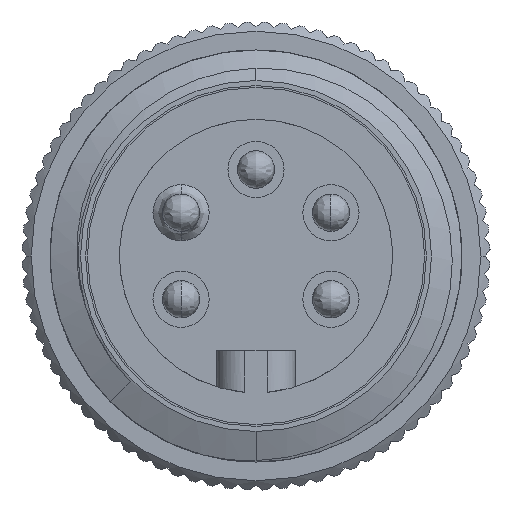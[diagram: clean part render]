
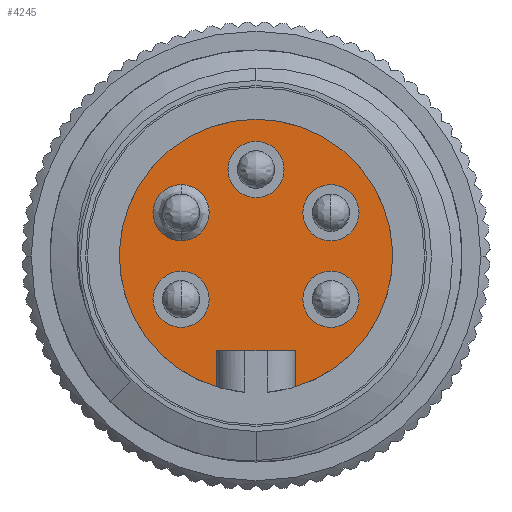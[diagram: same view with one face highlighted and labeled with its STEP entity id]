
A CAD part, left-side view. The second image highlights one B-rep face of the part: STEP entity #4245.
In plain terms, the highlighted planar face has unit normal (-1, 0, 0).
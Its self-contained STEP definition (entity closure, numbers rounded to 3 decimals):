
#3 = DIRECTION ( 'NONE',  ( -1., 0., 0. ) ) ;
#52 = CARTESIAN_POINT ( 'NONE',  ( -11., 0., 0. ) ) ;
#161 = AXIS2_PLACEMENT_3D ( 'NONE', #20858, #4826, #23606 ) ;
#306 = VERTEX_POINT ( 'NONE', #24075 ) ;
#307 = ORIENTED_EDGE ( 'NONE', *, *, #829, .F. ) ;
#546 = AXIS2_PLACEMENT_3D ( 'NONE', #18378, #34557, #15700 ) ;
#575 = DIRECTION ( 'NONE',  ( 0., 0., 1. ) ) ;
#695 = CARTESIAN_POINT ( 'NONE',  ( -11., -2.1, 0. ) ) ;
#829 = EDGE_CURVE ( 'NONE', #33103, #8264, #19003, .T. ) ;
#956 = AXIS2_PLACEMENT_3D ( 'NONE', #28735, #28022, #27988 ) ;
#1130 = CARTESIAN_POINT ( 'NONE',  ( -11., 4., -2.31 ) ) ;
#1722 = DIRECTION ( 'NONE',  ( 0., 0., -1. ) ) ;
#2146 = FACE_BOUND ( 'NONE', #14604, .T. ) ;
#2519 = VERTEX_POINT ( 'NONE', #9559 ) ;
#3598 = DIRECTION ( 'NONE',  ( 0., 0., -1. ) ) ;
#3679 = ORIENTED_EDGE ( 'NONE', *, *, #24740, .F. ) ;
#3841 = CARTESIAN_POINT ( 'NONE',  ( -11., 2.1, 0. ) ) ;
#3855 = DIRECTION ( 'NONE',  ( 0., 0., -1. ) ) ;
#4001 = EDGE_CURVE ( 'NONE', #13813, #33103, #32872, .T. ) ;
#4011 = VERTEX_POINT ( 'NONE', #31529 ) ;
#4245 = ADVANCED_FACE ( 'NONE', ( #17350, #2146, #7554, #9323, #26984, #10573 ), #28032, .F. ) ;
#4275 = EDGE_CURVE ( 'NONE', #24040, #306, #14760, .T. ) ;
#4283 = CIRCLE ( 'NONE', #8459, 1.5 ) ;
#4589 = ORIENTED_EDGE ( 'NONE', *, *, #7915, .F. ) ;
#4826 = DIRECTION ( 'NONE',  ( -1., 0., 0. ) ) ;
#4841 = EDGE_CURVE ( 'NONE', #23825, #20574, #31287, .T. ) ;
#4872 = CIRCLE ( 'NONE', #161, 1.5 ) ;
#5365 = VECTOR ( 'NONE', #31496, 1000. ) ;
#5462 = DIRECTION ( 'NONE',  ( -1., 0., 0. ) ) ;
#5499 = AXIS2_PLACEMENT_3D ( 'NONE', #21480, #5462, #24239 ) ;
#6086 = EDGE_CURVE ( 'NONE', #12990, #13483, #13113, .T. ) ;
#6166 = AXIS2_PLACEMENT_3D ( 'NONE', #21809, #21933, #22040 ) ;
#6659 = EDGE_CURVE ( 'NONE', #4011, #8264, #25219, .T. ) ;
#7554 = FACE_BOUND ( 'NONE', #25991, .T. ) ;
#7915 = EDGE_CURVE ( 'NONE', #18251, #13813, #35006, .T. ) ;
#7979 = CARTESIAN_POINT ( 'NONE',  ( -11., 0., 3.12 ) ) ;
#8026 = EDGE_LOOP ( 'NONE', ( #3679, #9333 ) ) ;
#8195 = ORIENTED_EDGE ( 'NONE', *, *, #16769, .F. ) ;
#8264 = VERTEX_POINT ( 'NONE', #30920 ) ;
#8459 = AXIS2_PLACEMENT_3D ( 'NONE', #1130, #19926, #3855 ) ;
#8483 = CARTESIAN_POINT ( 'NONE',  ( -11., 4., 3.81 ) ) ;
#8490 = CARTESIAN_POINT ( 'NONE',  ( -11., 4., -3.81 ) ) ;
#9200 = EDGE_CURVE ( 'NONE', #18251, #4011, #19976, .T. ) ;
#9240 = CARTESIAN_POINT ( 'NONE',  ( -11., 4., 2.31 ) ) ;
#9323 = FACE_BOUND ( 'NONE', #15294, .T. ) ;
#9333 = ORIENTED_EDGE ( 'NONE', *, *, #30530, .F. ) ;
#9559 = CARTESIAN_POINT ( 'NONE',  ( -11., 0., 6.12 ) ) ;
#9863 = AXIS2_PLACEMENT_3D ( 'NONE', #34034, #17860, #1722 ) ;
#10438 = CARTESIAN_POINT ( 'NONE',  ( -11., -4., 2.31 ) ) ;
#10573 = FACE_BOUND ( 'NONE', #13841, .T. ) ;
#11937 = DIRECTION ( 'NONE',  ( 0., 0., -1. ) ) ;
#12553 = VERTEX_POINT ( 'NONE', #30883 ) ;
#12990 = VERTEX_POINT ( 'NONE', #13652 ) ;
#13113 = CIRCLE ( 'NONE', #546, 1.5 ) ;
#13157 = DIRECTION ( 'NONE',  ( 0., 0., -1. ) ) ;
#13190 = CARTESIAN_POINT ( 'NONE',  ( -11., -4., -3.81 ) ) ;
#13483 = VERTEX_POINT ( 'NONE', #8483 ) ;
#13652 = CARTESIAN_POINT ( 'NONE',  ( -11., 4., 0.81 ) ) ;
#13813 = VERTEX_POINT ( 'NONE', #31664 ) ;
#13824 = DIRECTION ( 'NONE',  ( -1., 0., 0. ) ) ;
#13841 = EDGE_LOOP ( 'NONE', ( #33337, #28208 ) ) ;
#14305 = EDGE_CURVE ( 'NONE', #13483, #12990, #26325, .T. ) ;
#14604 = EDGE_LOOP ( 'NONE', ( #27920, #32312 ) ) ;
#14760 = CIRCLE ( 'NONE', #31540, 1.5 ) ;
#15294 = EDGE_LOOP ( 'NONE', ( #25710, #8195 ) ) ;
#15700 = DIRECTION ( 'NONE',  ( 0., 0., -1. ) ) ;
#16326 = ORIENTED_EDGE ( 'NONE', *, *, #6086, .F. ) ;
#16630 = EDGE_CURVE ( 'NONE', #20574, #23825, #4283, .T. ) ;
#16769 = EDGE_CURVE ( 'NONE', #2519, #17342, #23289, .T. ) ;
#16804 = CIRCLE ( 'NONE', #5499, 1.5 ) ;
#17342 = VERTEX_POINT ( 'NONE', #7979 ) ;
#17350 = FACE_OUTER_BOUND ( 'NONE', #33105, .T. ) ;
#17368 = CARTESIAN_POINT ( 'NONE',  ( -11., 2.1, -5.05 ) ) ;
#17860 = DIRECTION ( 'NONE',  ( -1., 0., 0. ) ) ;
#18251 = VERTEX_POINT ( 'NONE', #22444 ) ;
#18369 = CIRCLE ( 'NONE', #23426, 1.5 ) ;
#18378 = CARTESIAN_POINT ( 'NONE',  ( -11., 4., 2.31 ) ) ;
#18401 = ORIENTED_EDGE ( 'NONE', *, *, #4001, .F. ) ;
#19003 = LINE ( 'NONE', #3841, #21849 ) ;
#19573 = VECTOR ( 'NONE', #575, 1000. ) ;
#19926 = DIRECTION ( 'NONE',  ( -1., 0., 0. ) ) ;
#19976 = CIRCLE ( 'NONE', #25182, 7.3 ) ;
#20574 = VERTEX_POINT ( 'NONE', #8490 ) ;
#20858 = CARTESIAN_POINT ( 'NONE',  ( -11., -4., -2.31 ) ) ;
#21005 = DIRECTION ( 'NONE',  ( 0., 0., 1. ) ) ;
#21203 = DIRECTION ( 'NONE',  ( 0., 0., -1. ) ) ;
#21210 = DIRECTION ( 'NONE',  ( -1., 0., 0. ) ) ;
#21235 = CARTESIAN_POINT ( 'NONE',  ( -11., 4., -2.31 ) ) ;
#21468 = CIRCLE ( 'NONE', #28703, 1.5 ) ;
#21480 = CARTESIAN_POINT ( 'NONE',  ( -11., 0., 4.62 ) ) ;
#21809 = CARTESIAN_POINT ( 'NONE',  ( -11., 0., 0. ) ) ;
#21849 = VECTOR ( 'NONE', #3598, 1000. ) ;
#21933 = DIRECTION ( 'NONE',  ( -1., 0., 0. ) ) ;
#22040 = DIRECTION ( 'NONE',  ( 0., 0., 1. ) ) ;
#22444 = CARTESIAN_POINT ( 'NONE',  ( -11., -2.1, -6.991 ) ) ;
#23104 = EDGE_CURVE ( 'NONE', #17342, #2519, #16804, .T. ) ;
#23289 = CIRCLE ( 'NONE', #9863, 1.5 ) ;
#23426 = AXIS2_PLACEMENT_3D ( 'NONE', #10438, #29271, #13157 ) ;
#23606 = DIRECTION ( 'NONE',  ( 0., 0., -1. ) ) ;
#23825 = VERTEX_POINT ( 'NONE', #28348 ) ;
#24040 = VERTEX_POINT ( 'NONE', #13190 ) ;
#24075 = CARTESIAN_POINT ( 'NONE',  ( -11., -4., -0.81 ) ) ;
#24239 = DIRECTION ( 'NONE',  ( 0., 0., -1. ) ) ;
#24740 = EDGE_CURVE ( 'NONE', #26057, #12553, #21468, .T. ) ;
#25182 = AXIS2_PLACEMENT_3D ( 'NONE', #52, #3, #21005 ) ;
#25219 = CIRCLE ( 'NONE', #6166, 7.3 ) ;
#25228 = AXIS2_PLACEMENT_3D ( 'NONE', #21235, #21210, #21203 ) ;
#25284 = AXIS2_PLACEMENT_3D ( 'NONE', #9240, #28014, #11937 ) ;
#25710 = ORIENTED_EDGE ( 'NONE', *, *, #23104, .F. ) ;
#25991 = EDGE_LOOP ( 'NONE', ( #16326, #28875 ) ) ;
#26057 = VERTEX_POINT ( 'NONE', #29584 ) ;
#26325 = CIRCLE ( 'NONE', #25284, 1.5 ) ;
#26984 = FACE_BOUND ( 'NONE', #8026, .T. ) ;
#27406 = DIRECTION ( 'NONE',  ( 0., 0., -1. ) ) ;
#27412 = DIRECTION ( 'NONE',  ( -1., 0., 0. ) ) ;
#27450 = CARTESIAN_POINT ( 'NONE',  ( -11., -4., -2.31 ) ) ;
#27920 = ORIENTED_EDGE ( 'NONE', *, *, #16630, .F. ) ;
#27988 = DIRECTION ( 'NONE',  ( 0., 0., -1. ) ) ;
#28014 = DIRECTION ( 'NONE',  ( -1., 0., 0. ) ) ;
#28022 = DIRECTION ( 'NONE',  ( 1., 0., 0. ) ) ;
#28032 = PLANE ( 'NONE',  #956 ) ;
#28208 = ORIENTED_EDGE ( 'NONE', *, *, #35001, .F. ) ;
#28348 = CARTESIAN_POINT ( 'NONE',  ( -11., 4., -0.81 ) ) ;
#28703 = AXIS2_PLACEMENT_3D ( 'NONE', #29957, #13824, #32709 ) ;
#28735 = CARTESIAN_POINT ( 'NONE',  ( -11., 7.3, 0. ) ) ;
#28875 = ORIENTED_EDGE ( 'NONE', *, *, #14305, .F. ) ;
#29271 = DIRECTION ( 'NONE',  ( -1., 0., 0. ) ) ;
#29584 = CARTESIAN_POINT ( 'NONE',  ( -11., -4., 0.81 ) ) ;
#29957 = CARTESIAN_POINT ( 'NONE',  ( -11., -4., 2.31 ) ) ;
#30530 = EDGE_CURVE ( 'NONE', #12553, #26057, #18369, .T. ) ;
#30755 = ORIENTED_EDGE ( 'NONE', *, *, #9200, .T. ) ;
#30883 = CARTESIAN_POINT ( 'NONE',  ( -11., -4., 3.81 ) ) ;
#30920 = CARTESIAN_POINT ( 'NONE',  ( -11., 2.1, -6.991 ) ) ;
#31287 = CIRCLE ( 'NONE', #25228, 1.5 ) ;
#31339 = ORIENTED_EDGE ( 'NONE', *, *, #6659, .T. ) ;
#31452 = CARTESIAN_POINT ( 'NONE',  ( -11., 7.3, -5.05 ) ) ;
#31496 = DIRECTION ( 'NONE',  ( 0., 1., 0. ) ) ;
#31529 = CARTESIAN_POINT ( 'NONE',  ( -11., 0., 7.3 ) ) ;
#31540 = AXIS2_PLACEMENT_3D ( 'NONE', #27450, #27412, #27406 ) ;
#31664 = CARTESIAN_POINT ( 'NONE',  ( -11., -2.1, -5.05 ) ) ;
#32312 = ORIENTED_EDGE ( 'NONE', *, *, #4841, .F. ) ;
#32709 = DIRECTION ( 'NONE',  ( 0., 0., -1. ) ) ;
#32872 = LINE ( 'NONE', #31452, #5365 ) ;
#33103 = VERTEX_POINT ( 'NONE', #17368 ) ;
#33105 = EDGE_LOOP ( 'NONE', ( #18401, #4589, #30755, #31339, #307 ) ) ;
#33337 = ORIENTED_EDGE ( 'NONE', *, *, #4275, .F. ) ;
#34034 = CARTESIAN_POINT ( 'NONE',  ( -11., 0., 4.62 ) ) ;
#34557 = DIRECTION ( 'NONE',  ( -1., 0., 0. ) ) ;
#35001 = EDGE_CURVE ( 'NONE', #306, #24040, #4872, .T. ) ;
#35006 = LINE ( 'NONE', #695, #19573 ) ;
